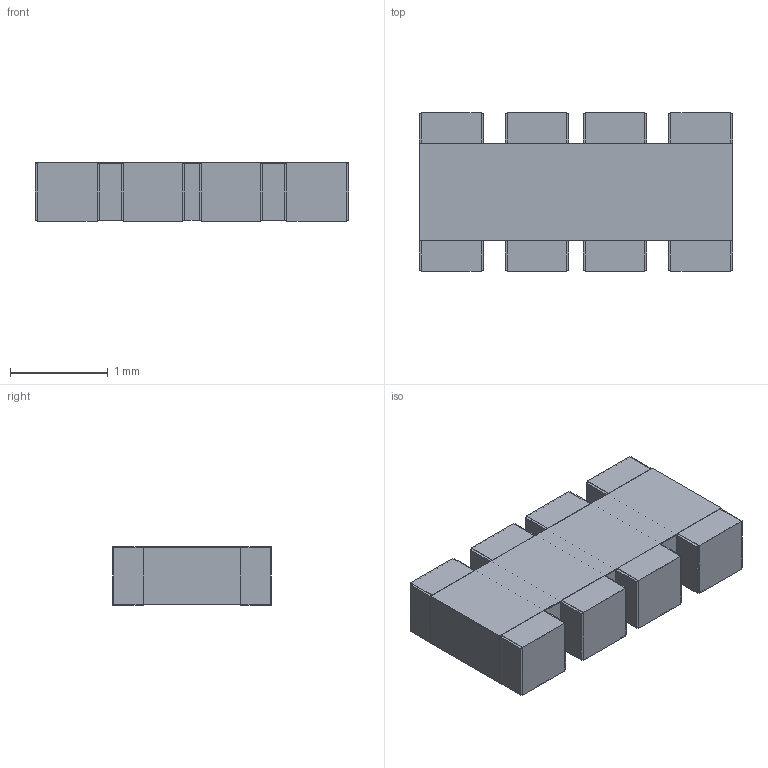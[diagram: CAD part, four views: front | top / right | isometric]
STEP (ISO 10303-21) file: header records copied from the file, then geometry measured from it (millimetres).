
FILE_DESCRIPTION(('FreeCAD Model'),'2;1');
FILE_NAME('4408767.2.1.stp','2022-09-16T10:12:29',( 'Author'),(''),'Open CASCADE STEP processor 6.9','FreeCAD','Unknown' );
FILE_SCHEMA(('AUTOMOTIVE_DESIGN { 1 0 10303 214 1 1 1 1 }'));
Length unit declared in the file: millimetre
Products named in the file (4): ASSEMBLY; solidBody; solidlead; solidTop
Assembly tree (3 placements, depth 2):
  ASSEMBLY
    solidBody
    solidlead
    solidTop
Bounding box: 3.2 x 1.62 x 0.6 mm (x, y, z)
Surface area: 35.5 mm2
Topology: 10 solids, 10 shells, 116 faces, 232 edges, 136 vertices
Faces by surface type: plane 116
Entity records: 6002 total; most frequent: CARTESIAN_POINT 976, DIRECTION 912, LINE 672, VECTOR 672, ORIENTED_EDGE 464, PCURVE 464, DEFINITIONAL_REPRESENTATION 464, EDGE_CURVE 232
